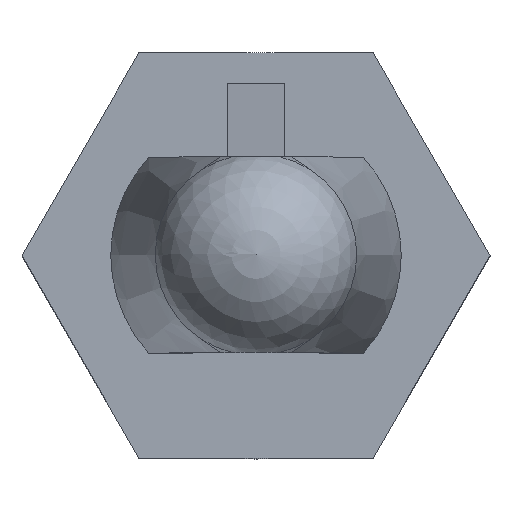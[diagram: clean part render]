
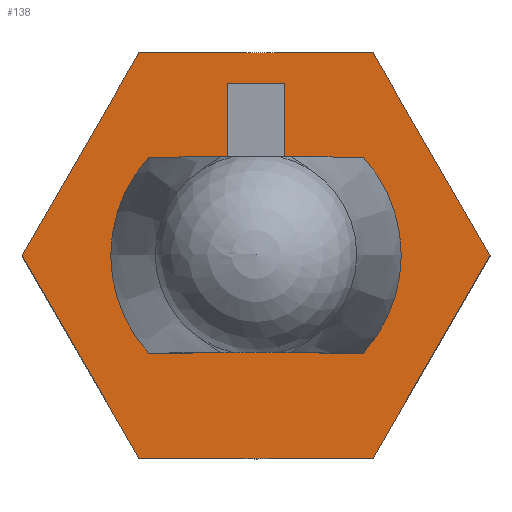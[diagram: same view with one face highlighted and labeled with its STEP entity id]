
A CAD part, top view. The second image highlights one B-rep face of the part: STEP entity #138.
In plain terms, the highlighted planar face has unit normal (0, 0, 1).
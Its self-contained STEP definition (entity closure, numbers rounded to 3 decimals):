
#138 = ADVANCED_FACE( '', ( #279, #280, #281 ), #282, .F. );
#279 = FACE_BOUND( '', #415, .T. );
#280 = FACE_BOUND( '', #416, .T. );
#281 = FACE_OUTER_BOUND( '', #417, .T. );
#282 = PLANE( '', #418 );
#415 = EDGE_LOOP( '', ( #744, #745, #746, #747 ) );
#416 = EDGE_LOOP( '', ( #748, #749, #750, #751 ) );
#417 = EDGE_LOOP( '', ( #752, #753, #754, #755, #756, #757 ) );
#418 = AXIS2_PLACEMENT_3D( '', #758, #759, #760 );
#744 = ORIENTED_EDGE( '', *, *, #812, .T. );
#745 = ORIENTED_EDGE( '', *, *, #792, .T. );
#746 = ORIENTED_EDGE( '', *, *, #877, .T. );
#747 = ORIENTED_EDGE( '', *, *, #871, .T. );
#748 = ORIENTED_EDGE( '', *, *, #850, .T. );
#749 = ORIENTED_EDGE( '', *, *, #875, .T. );
#750 = ORIENTED_EDGE( '', *, *, #885, .F. );
#751 = ORIENTED_EDGE( '', *, *, #805, .T. );
#752 = ORIENTED_EDGE( '', *, *, #906, .F. );
#753 = ORIENTED_EDGE( '', *, *, #912, .F. );
#754 = ORIENTED_EDGE( '', *, *, #861, .F. );
#755 = ORIENTED_EDGE( '', *, *, #845, .F. );
#756 = ORIENTED_EDGE( '', *, *, #823, .F. );
#757 = ORIENTED_EDGE( '', *, *, #829, .F. );
#758 = CARTESIAN_POINT( '', ( 0., 0., 8. ) );
#759 = DIRECTION( '', ( 0., 0., -1. ) );
#760 = DIRECTION( '', ( -1., 0., 0. ) );
#792 = EDGE_CURVE( '', #940, #937, #941, .T. );
#805 = EDGE_CURVE( '', #962, #963, #964, .T. );
#812 = EDGE_CURVE( '', #976, #940, #977, .T. );
#823 = EDGE_CURVE( '', #993, #995, #996, .T. );
#829 = EDGE_CURVE( '', #1004, #993, #1006, .T. );
#845 = EDGE_CURVE( '', #995, #1024, #1025, .T. );
#850 = EDGE_CURVE( '', #963, #1031, #1033, .T. );
#861 = EDGE_CURVE( '', #1024, #1048, #1049, .T. );
#871 = EDGE_CURVE( '', #1062, #976, #1063, .T. );
#875 = EDGE_CURVE( '', #1031, #1066, #1068, .T. );
#877 = EDGE_CURVE( '', #937, #1062, #1070, .T. );
#885 = EDGE_CURVE( '', #962, #1066, #1079, .T. );
#906 = EDGE_CURVE( '', #1104, #1004, #1106, .T. );
#912 = EDGE_CURVE( '', #1048, #1104, #1112, .T. );
#937 = VERTEX_POINT( '', #1160 );
#940 = VERTEX_POINT( '', #1164 );
#941 = LINE( '', #1165, #1166 );
#962 = VERTEX_POINT( '', #1195 );
#963 = VERTEX_POINT( '', #1196 );
#964 = LINE( '', #1197, #1198 );
#976 = VERTEX_POINT( '', #1216 );
#977 = LINE( '', #1217, #1218 );
#993 = VERTEX_POINT( '', #1252 );
#995 = VERTEX_POINT( '', #1255 );
#996 = LINE( '', #1256, #1257 );
#1004 = VERTEX_POINT( '', #1268 );
#1006 = LINE( '', #1271, #1272 );
#1024 = VERTEX_POINT( '', #1295 );
#1025 = LINE( '', #1296, #1297 );
#1031 = VERTEX_POINT( '', #1304 );
#1033 = CIRCLE( '', #1309, 2. );
#1048 = VERTEX_POINT( '', #1330 );
#1049 = LINE( '', #1331, #1332 );
#1062 = VERTEX_POINT( '', #1358 );
#1063 = CIRCLE( '', #1359, 2. );
#1066 = VERTEX_POINT( '', #1365 );
#1068 = LINE( '', #1368, #1369 );
#1070 = LINE( '', #1371, #1372 );
#1079 = LINE( '', #1386, #1387 );
#1104 = VERTEX_POINT( '', #1420 );
#1106 = LINE( '', #1423, #1424 );
#1112 = LINE( '', #1431, #1432 );
#1160 = CARTESIAN_POINT( '', ( 1., 1.45, 8. ) );
#1164 = CARTESIAN_POINT( '', ( 1., -1.45, 8. ) );
#1165 = CARTESIAN_POINT( '', ( 1., -1.45, 8. ) );
#1166 = VECTOR( '', #1452, 1000. );
#1195 = CARTESIAN_POINT( '', ( -1., -1.45, 8. ) );
#1196 = CARTESIAN_POINT( '', ( -1.377, -1.45, 8. ) );
#1197 = CARTESIAN_POINT( '', ( 2.15, -1.45, 8. ) );
#1198 = VECTOR( '', #1464, 1000. );
#1216 = CARTESIAN_POINT( '', ( 1.377, -1.45, 8. ) );
#1217 = CARTESIAN_POINT( '', ( 2.15, -1.45, 8. ) );
#1218 = VECTOR( '', #1471, 1000. );
#1252 = CARTESIAN_POINT( '', ( -1.732, -3., 8. ) );
#1255 = CARTESIAN_POINT( '', ( -3.464, 0., 8. ) );
#1256 = CARTESIAN_POINT( '', ( -3.464, 0., 8. ) );
#1257 = VECTOR( '', #1483, 1000. );
#1268 = CARTESIAN_POINT( '', ( 1.732, -3., 8. ) );
#1271 = CARTESIAN_POINT( '', ( 1.732, -3., 8. ) );
#1272 = VECTOR( '', #1488, 1000. );
#1295 = CARTESIAN_POINT( '', ( -1.732, 3., 8. ) );
#1296 = CARTESIAN_POINT( '', ( -1.732, 3., 8. ) );
#1297 = VECTOR( '', #1509, 1000. );
#1304 = CARTESIAN_POINT( '', ( -1.377, 1.45, 8. ) );
#1309 = AXIS2_PLACEMENT_3D( '', #1514, #1515, #1516 );
#1330 = CARTESIAN_POINT( '', ( 1.732, 3., 8. ) );
#1331 = CARTESIAN_POINT( '', ( -1.732, 3., 8. ) );
#1332 = VECTOR( '', #1526, 1000. );
#1358 = CARTESIAN_POINT( '', ( 1.377, 1.45, 8. ) );
#1359 = AXIS2_PLACEMENT_3D( '', #1535, #1536, #1537 );
#1365 = CARTESIAN_POINT( '', ( -1., 1.45, 8. ) );
#1368 = CARTESIAN_POINT( '', ( -2.15, 1.45, 8. ) );
#1369 = VECTOR( '', #1539, 1000. );
#1371 = CARTESIAN_POINT( '', ( -2.15, 1.45, 8. ) );
#1372 = VECTOR( '', #1543, 1000. );
#1386 = CARTESIAN_POINT( '', ( -1., -1.45, 8. ) );
#1387 = VECTOR( '', #1549, 1000. );
#1420 = CARTESIAN_POINT( '', ( 3.464, 0., 8. ) );
#1423 = CARTESIAN_POINT( '', ( 3.464, 0., 8. ) );
#1424 = VECTOR( '', #1568, 1000. );
#1431 = CARTESIAN_POINT( '', ( 1.732, 3., 8. ) );
#1432 = VECTOR( '', #1570, 1000. );
#1452 = DIRECTION( '', ( 0., 1., 0. ) );
#1464 = DIRECTION( '', ( -1., 0., 0. ) );
#1471 = DIRECTION( '', ( -1., 0., 0. ) );
#1483 = DIRECTION( '', ( -0.5, 0.866, 0. ) );
#1488 = DIRECTION( '', ( -1., 0., 0. ) );
#1509 = DIRECTION( '', ( 0.5, 0.866, 0. ) );
#1514 = CARTESIAN_POINT( '', ( 0., 0., 8. ) );
#1515 = DIRECTION( '', ( 0., 0., -1. ) );
#1516 = DIRECTION( '', ( -1., 0., 0. ) );
#1526 = DIRECTION( '', ( 1., 0., 0. ) );
#1535 = CARTESIAN_POINT( '', ( 0., 0., 8. ) );
#1536 = DIRECTION( '', ( 0., 0., -1. ) );
#1537 = DIRECTION( '', ( -1., 0., 0. ) );
#1539 = DIRECTION( '', ( 1., 0., 0. ) );
#1543 = DIRECTION( '', ( 1., 0., 0. ) );
#1549 = DIRECTION( '', ( 0., 1., 0. ) );
#1568 = DIRECTION( '', ( -0.5, -0.866, 0. ) );
#1570 = DIRECTION( '', ( 0.5, -0.866, 0. ) );
